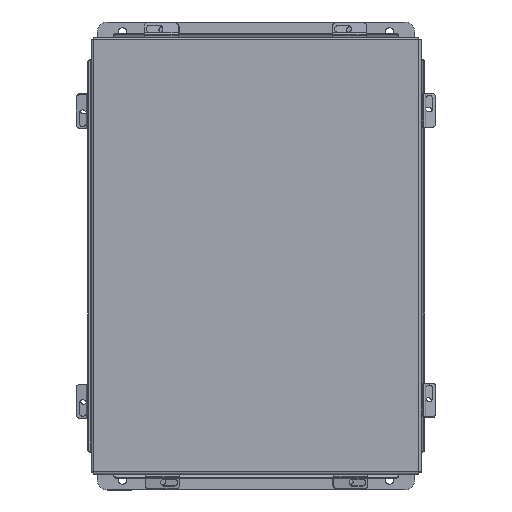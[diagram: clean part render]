
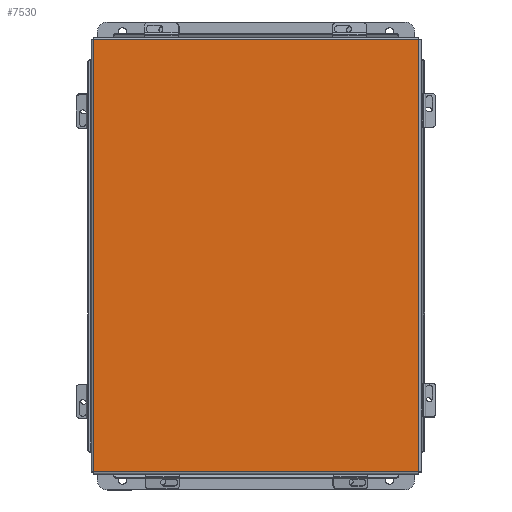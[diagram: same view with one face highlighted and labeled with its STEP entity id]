
A CAD part, top view. The second image highlights one B-rep face of the part: STEP entity #7530.
In plain terms, the highlighted face is planar.
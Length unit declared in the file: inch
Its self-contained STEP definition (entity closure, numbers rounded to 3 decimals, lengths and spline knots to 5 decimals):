
#449 = DIRECTION ( 'NONE',  ( 1., 0., 0. ) ) ;
#1923 = CARTESIAN_POINT ( 'NONE',  ( -6.06855, -8.06855, -0.0747 ) ) ;
#2196 = VERTEX_POINT ( 'NONE', #1923 ) ;
#2305 = CARTESIAN_POINT ( 'NONE',  ( -6.06855, 8.06855, -0.0747 ) ) ;
#2334 = ORIENTED_EDGE ( 'NONE', *, *, #4231, .T. ) ;
#2426 = DIRECTION ( 'NONE',  ( -1., 0., 0. ) ) ;
#2560 = CARTESIAN_POINT ( 'NONE',  ( 6.06855, -8.06855, -0.0747 ) ) ;
#2722 = AXIS2_PLACEMENT_3D ( 'NONE', #7316, #7504, #2426 ) ;
#3006 = FACE_OUTER_BOUND ( 'NONE', #3505, .T. ) ;
#3103 = VERTEX_POINT ( 'NONE', #2305 ) ;
#3197 = CARTESIAN_POINT ( 'NONE',  ( 6.07448, -8.06855, -0.0747 ) ) ;
#3422 = EDGE_CURVE ( 'NONE', #3103, #5616, #3597, .T. ) ;
#3447 = EDGE_CURVE ( 'NONE', #5616, #9251, #5359, .T. ) ;
#3505 = EDGE_LOOP ( 'NONE', ( #6773, #8994, #9151, #2334 ) ) ;
#3597 = LINE ( 'NONE', #6651, #7211 ) ;
#3788 = DIRECTION ( 'NONE',  ( 0., -1., 0. ) ) ;
#3792 = LINE ( 'NONE', #7176, #5881 ) ;
#3944 = DIRECTION ( 'NONE',  ( -1., 0., 0. ) ) ;
#4231 = EDGE_CURVE ( 'NONE', #2196, #3103, #3792, .T. ) ;
#4643 = LINE ( 'NONE', #3197, #6998 ) ;
#5359 = LINE ( 'NONE', #6315, #9092 ) ;
#5616 = VERTEX_POINT ( 'NONE', #7539 ) ;
#5881 = VECTOR ( 'NONE', #9523, 39.37008 ) ;
#6315 = CARTESIAN_POINT ( 'NONE',  ( 6.06855, 8.07448, -0.0747 ) ) ;
#6651 = CARTESIAN_POINT ( 'NONE',  ( -6.07448, 8.06855, -0.0747 ) ) ;
#6773 = ORIENTED_EDGE ( 'NONE', *, *, #3422, .T. ) ;
#6998 = VECTOR ( 'NONE', #3944, 39.37008 ) ;
#7176 = CARTESIAN_POINT ( 'NONE',  ( -6.06855, -8.07448, -0.0747 ) ) ;
#7211 = VECTOR ( 'NONE', #449, 39.37008 ) ;
#7316 = CARTESIAN_POINT ( 'NONE',  ( 0., 0., -0.0747 ) ) ;
#7504 = DIRECTION ( 'NONE',  ( 0., 0., -1. ) ) ;
#7530 = ADVANCED_FACE ( 'NONE', ( #3006 ), #9677, .T. ) ;
#7539 = CARTESIAN_POINT ( 'NONE',  ( 6.06855, 8.06855, -0.0747 ) ) ;
#7728 = EDGE_CURVE ( 'NONE', #9251, #2196, #4643, .T. ) ;
#8994 = ORIENTED_EDGE ( 'NONE', *, *, #3447, .T. ) ;
#9092 = VECTOR ( 'NONE', #3788, 39.37008 ) ;
#9151 = ORIENTED_EDGE ( 'NONE', *, *, #7728, .T. ) ;
#9251 = VERTEX_POINT ( 'NONE', #2560 ) ;
#9523 = DIRECTION ( 'NONE',  ( 0., 1., 0. ) ) ;
#9677 = PLANE ( 'NONE',  #2722 ) ;
